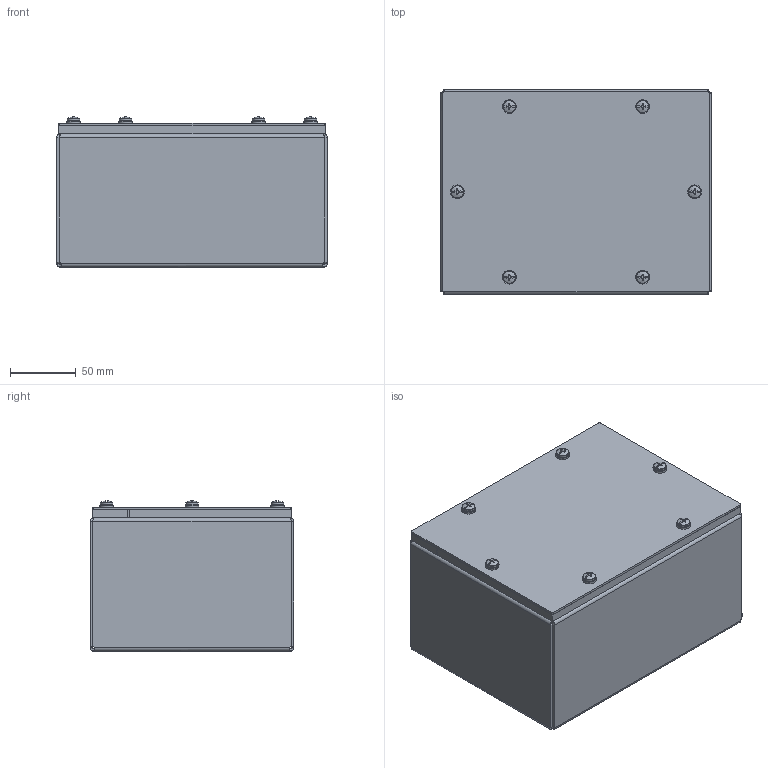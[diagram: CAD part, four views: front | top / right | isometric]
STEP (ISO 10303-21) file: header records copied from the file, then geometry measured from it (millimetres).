
FILE_DESCRIPTION(/* description */ ('WA_GSCSSA, NEMA 4X, SC, 316 S.S., 6X8X4'),/* implementation_level */ '2;1');
FILE_NAME(/* name */ 'WA060804GSCSSA.stp',/* time_stamp */ '2020-03-04T16:12:20-06:00',/* author */ ('mraetz'),/* organization */ (''),/* preprocessor_version */ 'ST-DEVELOPER v18',/* originating_system */ 'Autodesk Inventor 2020',/* authorisation */ '');
FILE_SCHEMA (('AUTOMOTIVE_DESIGN { 1 0 10303 214 3 1 1 }'));
Length unit declared in the file: inch
Products named in the file (8): WA060804GSCSSA; WA060804GSCSSABKP; WA0608GSCSSALID; 316295; HFW372236; HFW372236-WASHER; HFW372236-SCREW; 34984
Assembly tree (18 placements, depth 3):
  WA060804GSCSSA
    WA060804GSCSSABKP
    WA0608GSCSSALID
    316295  x2
    HFW372236  x6
      HFW372236-WASHER
      HFW372236-SCREW
    34984  x6
Bounding box: 206.38 x 155.57 x 114.54 mm (x, y, z)
Volume: 361550.6 mm3; surface area: 337921.5 mm2
Topology: 22 solids, 22 shells, 674 faces, 1790 edges, 1184 vertices
Faces by surface type: plane 320, cylinder 230, cone 66, bspline 28, torus 18, sphere 12
Full cylindrical faces by diameter (mm): 3.556 x6, 3.589 x54, 3.962 x6, 4.445 x6, 4.724 x48, 4.978 x6, 6.299 x6, 6.528 x6, 7.144 x6, 7.95 x6, 9.525 x6, 10.312 x6
Entity records: 8533 total; most frequent: CARTESIAN_POINT 2923, ORIENTED_EDGE 1080, DIRECTION 1050, EDGE_CURVE 540, AXIS2_PLACEMENT_3D 374, VERTEX_POINT 348, LINE 302, VECTOR 302
